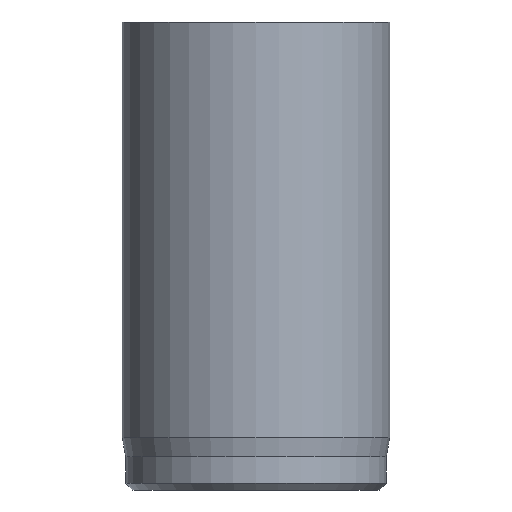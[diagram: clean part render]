
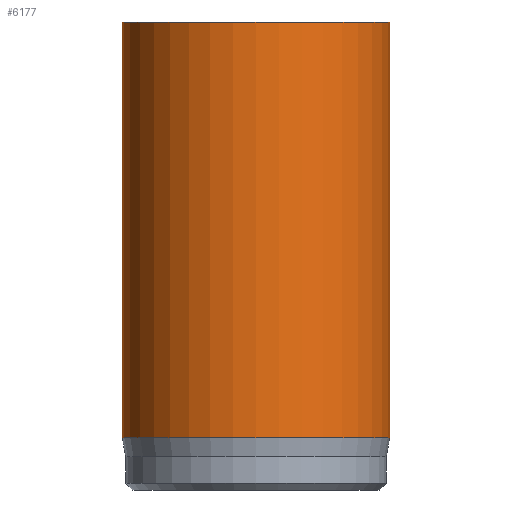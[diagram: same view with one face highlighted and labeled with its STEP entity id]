
A CAD part, front view. The second image highlights one B-rep face of the part: STEP entity #6177.
In plain terms, the highlighted cylindrical face has radius 4 mm (diameter 8 mm), a full revolution.
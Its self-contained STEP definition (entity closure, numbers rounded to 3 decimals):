
#31=CYLINDRICAL_SURFACE('',#6405,4.);
#45=CIRCLE('',#6379,4.);
#57=CIRCLE('',#6403,4.);
#58=CIRCLE('',#6404,4.);
#499=FACE_OUTER_BOUND('',#860,.T.);
#860=EDGE_LOOP('',(#5385,#5386,#5387,#5388,#5389));
#1323=LINE('',#11252,#1802);
#1802=VECTOR('',#7090,4.);
#2800=VERTEX_POINT('',#11204);
#2812=VERTEX_POINT('',#11246);
#2813=VERTEX_POINT('',#11247);
#3668=EDGE_CURVE('',#2800,#2800,#45,.T.);
#3686=EDGE_CURVE('',#2812,#2813,#57,.T.);
#3687=EDGE_CURVE('',#2813,#2812,#58,.T.);
#3689=EDGE_CURVE('',#2800,#2812,#1323,.T.);
#5385=ORIENTED_EDGE('',*,*,#3668,.T.);
#5386=ORIENTED_EDGE('',*,*,#3689,.T.);
#5387=ORIENTED_EDGE('',*,*,#3686,.T.);
#5388=ORIENTED_EDGE('',*,*,#3687,.T.);
#5389=ORIENTED_EDGE('',*,*,#3689,.F.);
#6177=ADVANCED_FACE('',(#499),#31,.T.);
#6379=AXIS2_PLACEMENT_3D('',#11205,#7029,#7030);
#6403=AXIS2_PLACEMENT_3D('',#11248,#7083,#7084);
#6404=AXIS2_PLACEMENT_3D('',#11249,#7085,#7086);
#6405=AXIS2_PLACEMENT_3D('',#11251,#7088,#7089);
#7029=DIRECTION('center_axis',(0.,0.,-1.));
#7030=DIRECTION('ref_axis',(-1.,0.,0.));
#7083=DIRECTION('center_axis',(0.,0.,1.));
#7084=DIRECTION('ref_axis',(-1.,0.,0.));
#7085=DIRECTION('center_axis',(0.,0.,1.));
#7086=DIRECTION('ref_axis',(-1.,0.,0.));
#7088=DIRECTION('center_axis',(0.,0.,1.));
#7089=DIRECTION('ref_axis',(-1.,0.,0.));
#7090=DIRECTION('',(0.,0.,-1.));
#11204=CARTESIAN_POINT('',(4.,0.,14.));
#11205=CARTESIAN_POINT('Origin',(0.,0.,14.));
#11246=CARTESIAN_POINT('',(4.,0.,1.567));
#11247=CARTESIAN_POINT('',(-4.,0.,1.567));
#11248=CARTESIAN_POINT('Origin',(0.,0.,1.567));
#11249=CARTESIAN_POINT('Origin',(0.,0.,1.567));
#11251=CARTESIAN_POINT('Origin',(0.,0.,0.));
#11252=CARTESIAN_POINT('',(4.,0.,0.));
